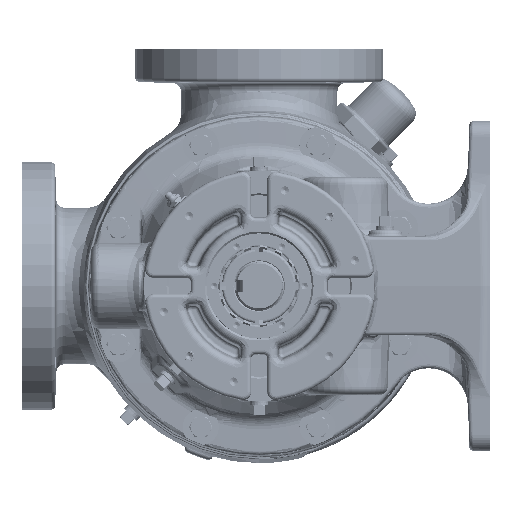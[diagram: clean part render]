
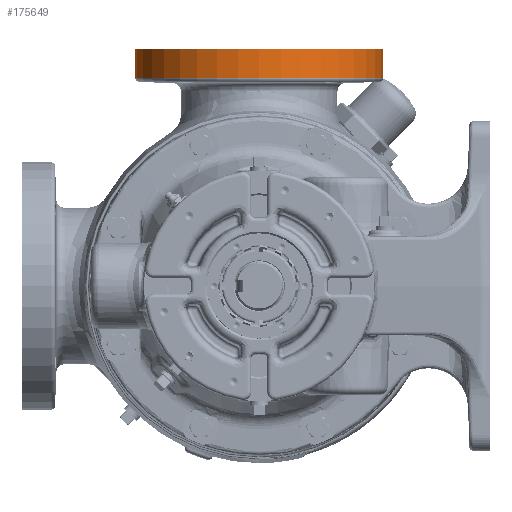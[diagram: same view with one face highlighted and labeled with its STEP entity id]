
A CAD part, left-side view. The second image highlights one B-rep face of the part: STEP entity #175649.
In plain terms, the highlighted cylindrical face has radius 95.25 mm (diameter 190.5 mm), a partial arc.
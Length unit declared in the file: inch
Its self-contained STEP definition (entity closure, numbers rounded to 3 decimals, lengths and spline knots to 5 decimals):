
#10359 = EDGE_CURVE ( 'NONE', #223220, #243925, #216544, .T. ) ;
#18908 = LINE ( 'NONE', #117913, #55117 ) ;
#26227 = ORIENTED_EDGE ( 'NONE', *, *, #10359, .T. ) ;
#28230 = DIRECTION ( 'NONE',  ( 0., 1., 0. ) ) ;
#29459 = CARTESIAN_POINT ( 'NONE',  ( 4.515, -3.75, 6.30588 ) ) ;
#34541 = CARTESIAN_POINT ( 'NONE',  ( 4.515, 3.75, 6.30588 ) ) ;
#48201 = AXIS2_PLACEMENT_3D ( 'NONE', #206978, #223673, #187665 ) ;
#55117 = VECTOR ( 'NONE', #234906, 39.37008 ) ;
#63425 = CARTESIAN_POINT ( 'NONE',  ( 4.515, 3.75, 7.44095 ) ) ;
#67597 = CYLINDRICAL_SURFACE ( 'NONE', #202633, 3.75 ) ;
#88139 = FACE_OUTER_BOUND ( 'NONE', #143836, .T. ) ;
#101776 = CIRCLE ( 'NONE', #184027, 3.75 ) ;
#106371 = EDGE_CURVE ( 'NONE', #132795, #243925, #125096, .T. ) ;
#111236 = DIRECTION ( 'NONE',  ( 0., -1., 0. ) ) ;
#117913 = CARTESIAN_POINT ( 'NONE',  ( 4.515, -3.75, 7.44095 ) ) ;
#125096 = LINE ( 'NONE', #63425, #203229 ) ;
#132795 = VERTEX_POINT ( 'NONE', #34541 ) ;
#136982 = EDGE_CURVE ( 'NONE', #228585, #223220, #18908, .T. ) ;
#141868 = DIRECTION ( 'NONE',  ( 0., 0., 1. ) ) ;
#143836 = EDGE_LOOP ( 'NONE', ( #156459, #220487, #252720, #26227 ) ) ;
#147508 = CARTESIAN_POINT ( 'NONE',  ( 4.515, -3.75, 7.19 ) ) ;
#156459 = ORIENTED_EDGE ( 'NONE', *, *, #106371, .F. ) ;
#175649 = ADVANCED_FACE ( 'Defeatured_0_353', ( #88139 ), #67597, .T. ) ;
#184027 = AXIS2_PLACEMENT_3D ( 'NONE', #201882, #219853, #28230 ) ;
#187665 = DIRECTION ( 'NONE',  ( 0., -1., 0. ) ) ;
#192613 = EDGE_CURVE ( 'NONE', #132795, #228585, #101776, .T. ) ;
#201882 = CARTESIAN_POINT ( 'NONE',  ( 4.515, 0., 6.30588 ) ) ;
#202633 = AXIS2_PLACEMENT_3D ( 'NONE', #243713, #224422, #111236 ) ;
#203229 = VECTOR ( 'NONE', #141868, 39.37008 ) ;
#206978 = CARTESIAN_POINT ( 'NONE',  ( 4.515, 0., 7.19 ) ) ;
#216544 = CIRCLE ( 'NONE', #48201, 3.75 ) ;
#218637 = CARTESIAN_POINT ( 'NONE',  ( 4.515, 3.75, 7.19 ) ) ;
#219853 = DIRECTION ( 'NONE',  ( 0., 0., 1. ) ) ;
#220487 = ORIENTED_EDGE ( 'NONE', *, *, #192613, .T. ) ;
#223220 = VERTEX_POINT ( 'NONE', #147508 ) ;
#223673 = DIRECTION ( 'NONE',  ( 0., 0., -1. ) ) ;
#224422 = DIRECTION ( 'NONE',  ( 0., 0., 1. ) ) ;
#228585 = VERTEX_POINT ( 'NONE', #29459 ) ;
#234906 = DIRECTION ( 'NONE',  ( 0., 0., 1. ) ) ;
#243713 = CARTESIAN_POINT ( 'NONE',  ( 4.515, 0., 7.44095 ) ) ;
#243925 = VERTEX_POINT ( 'NONE', #218637 ) ;
#252720 = ORIENTED_EDGE ( 'NONE', *, *, #136982, .T. ) ;
